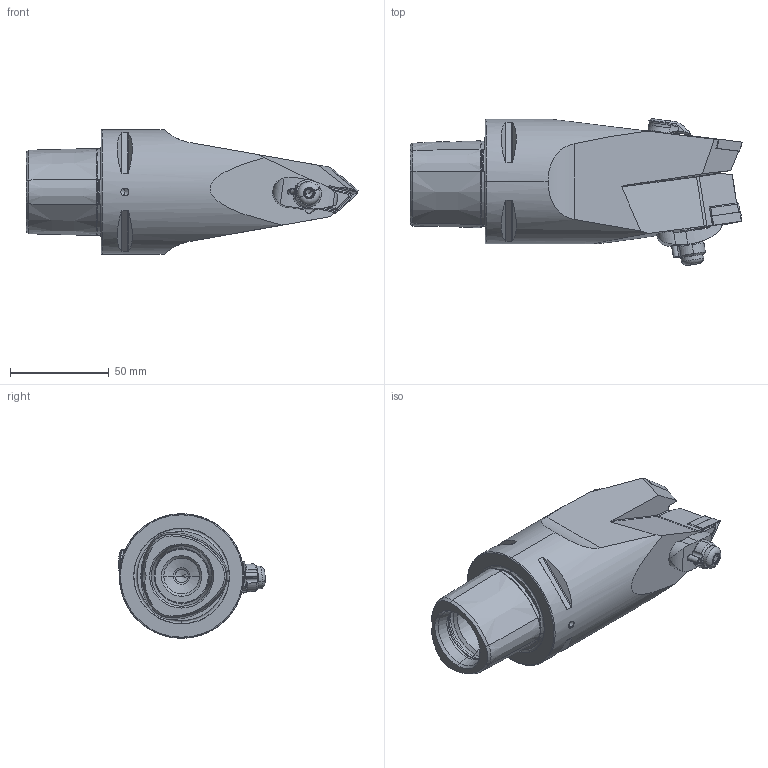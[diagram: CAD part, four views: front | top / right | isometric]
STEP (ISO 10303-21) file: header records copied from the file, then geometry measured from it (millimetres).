
FILE_DESCRIPTION (( 'STEP AP214' ), '1' );
FILE_NAME ('PS6.KDF.NXD.130.STEP', '2023-12-06T13:03:46', ( '' ), ( '' ), 'SwSTEP 2.0', 'SolidWorks 2017', '' );
FILE_SCHEMA (( 'AUTOMOTIVE_DESIGN' ));
Length unit declared in the file: millimetre
Products named in the file (17): CHP-PCX.000.022_D《e; WCC-ER4.103.032_A; VBMT160404; DIN 3771 - 6.5x1.5; WDF-ER2.101.004_A; CHP-PCX.000.022_B; DIN 7991 - M5x18; ISO 8752 2x8; PS6-KDF.NXD.130_A; WCC-ER5.102.005_A; ISO 13337 - 3 x 12_PreviewCfg; DNMG150404; DIN 3771 - 13x1; PS6.KDF.NXD.130; WCC-ER3.102.024_C; WCC-ER2.001.010_A; WCC-ER5.102.012_B
Assembly tree (16 placements, depth 3):
  PS6.KDF.NXD.130
    PS6-KDF.NXD.130_A
    DNMG150404
    WDF-ER2.101.004_A
    WCC-ER2.001.010_A
    WCC-ER4.103.032_A
    WCC-ER5.102.012_B
    WCC-ER3.102.024_C
    ISO 13337 - 3 x 12_PreviewCfg
    WCC-ER5.102.005_A
    VBMT160404
    ISO 8752 2x8
    CHP-PCX.000.022_D《e
      CHP-PCX.000.022_B
      DIN 3771 - 13x1
      DIN 3771 - 6.5x1.5
      DIN 7991 - M5x18
Bounding box: 168.01 x 74.23 x 63 mm (x, y, z)
Volume: 285606.6 mm3; surface area: 47379.7 mm2
Topology: 15 solids, 15 shells, 666 faces, 1645 edges, 992 vertices
Faces by surface type: cylinder 198, plane 162, cone 153, torus 89, bspline 64
Entity records: 24695 total; most frequent: CARTESIAN_POINT 8875, ORIENTED_EDGE 3230, DIRECTION 3034, EDGE_CURVE 1615, AXIS2_PLACEMENT_3D 1214, VERTEX_POINT 992, EDGE_LOOP 711, ADVANCED_FACE 666
